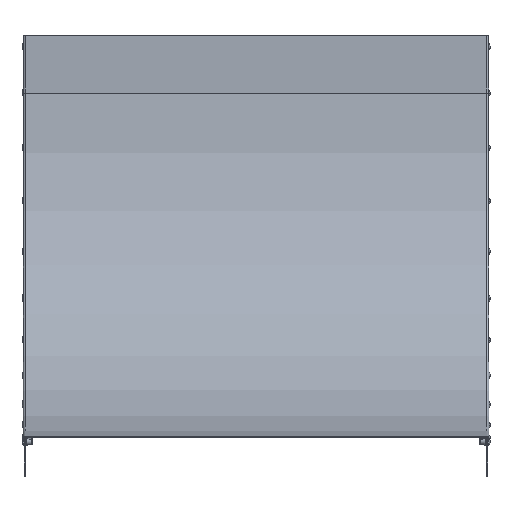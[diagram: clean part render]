
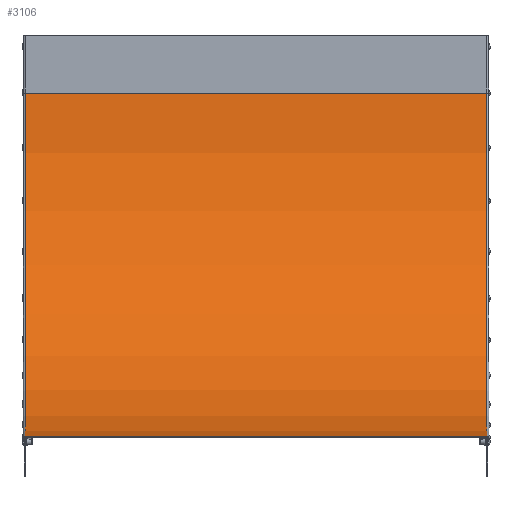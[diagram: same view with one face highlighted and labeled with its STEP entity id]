
A CAD part, top view. The second image highlights one B-rep face of the part: STEP entity #3106.
In plain terms, the highlighted cylindrical face has radius 299 mm (diameter 598 mm), a partial arc.
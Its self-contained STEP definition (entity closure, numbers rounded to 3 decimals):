
#142 = EDGE_CURVE ( 'NONE', #3118, #5937, #9731, .T. ) ;
#152 = ORIENTED_EDGE ( 'NONE', *, *, #1946, .T. ) ;
#359 = CARTESIAN_POINT ( 'NONE',  ( -200.5, -349., 300. ) ) ;
#496 = DIRECTION ( 'NONE',  ( 0., 0., 1. ) ) ;
#1158 = CARTESIAN_POINT ( 'NONE',  ( 200.5, -349., 300. ) ) ;
#1761 = DIRECTION ( 'NONE',  ( -1., 0., 0. ) ) ;
#1880 = CIRCLE ( 'NONE', #2140, 299. ) ;
#1946 = EDGE_CURVE ( 'NONE', #5937, #16421, #16984, .T. ) ;
#2140 = AXIS2_PLACEMENT_3D ( 'NONE', #10450, #2234, #496 ) ;
#2234 = DIRECTION ( 'NONE',  ( -1., 0., 0. ) ) ;
#3106 = ADVANCED_FACE ( 'NONE', ( #8833 ), #15525, .F. ) ;
#3118 = VERTEX_POINT ( 'NONE', #8200 ) ;
#3702 = DIRECTION ( 'NONE',  ( 0., 0., 1. ) ) ;
#5547 = ORIENTED_EDGE ( 'NONE', *, *, #16912, .F. ) ;
#5937 = VERTEX_POINT ( 'NONE', #359 ) ;
#6129 = EDGE_CURVE ( 'NONE', #10897, #16421, #1880, .T. ) ;
#8200 = CARTESIAN_POINT ( 'NONE',  ( -200.5, -50., 1. ) ) ;
#8742 = CARTESIAN_POINT ( 'NONE',  ( -200.5, -50., 300. ) ) ;
#8824 = DIRECTION ( 'NONE',  ( 0., 0., 1. ) ) ;
#8833 = FACE_OUTER_BOUND ( 'NONE', #17312, .T. ) ;
#9248 = DIRECTION ( 'NONE',  ( -1., 0., 0. ) ) ;
#9710 = ORIENTED_EDGE ( 'NONE', *, *, #6129, .F. ) ;
#9731 = CIRCLE ( 'NONE', #14784, 299. ) ;
#10399 = CARTESIAN_POINT ( 'NONE',  ( -200.5, -349., 300. ) ) ;
#10450 = CARTESIAN_POINT ( 'NONE',  ( 200.5, -50., 300. ) ) ;
#10451 = DIRECTION ( 'NONE',  ( 1., 0., 0. ) ) ;
#10715 = DIRECTION ( 'NONE',  ( 1., 0., 0. ) ) ;
#10897 = VERTEX_POINT ( 'NONE', #14541 ) ;
#10931 = LINE ( 'NONE', #12014, #17604 ) ;
#12014 = CARTESIAN_POINT ( 'NONE',  ( -200.5, -50., 1. ) ) ;
#14541 = CARTESIAN_POINT ( 'NONE',  ( 200.5, -50., 1. ) ) ;
#14784 = AXIS2_PLACEMENT_3D ( 'NONE', #8742, #9248, #8824 ) ;
#15516 = AXIS2_PLACEMENT_3D ( 'NONE', #16705, #1761, #3702 ) ;
#15525 = CYLINDRICAL_SURFACE ( 'NONE', #15516, 299. ) ;
#16148 = VECTOR ( 'NONE', #10451, 1000. ) ;
#16421 = VERTEX_POINT ( 'NONE', #1158 ) ;
#16705 = CARTESIAN_POINT ( 'NONE',  ( 0., -50., 300. ) ) ;
#16912 = EDGE_CURVE ( 'NONE', #3118, #10897, #10931, .T. ) ;
#16984 = LINE ( 'NONE', #10399, #16148 ) ;
#17291 = ORIENTED_EDGE ( 'NONE', *, *, #142, .T. ) ;
#17312 = EDGE_LOOP ( 'NONE', ( #5547, #17291, #152, #9710 ) ) ;
#17604 = VECTOR ( 'NONE', #10715, 1000. ) ;
